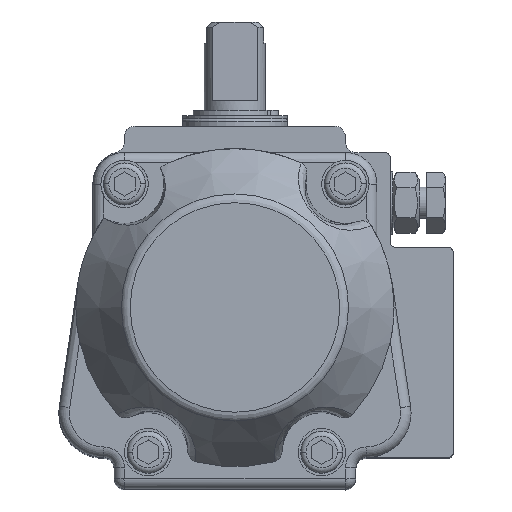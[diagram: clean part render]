
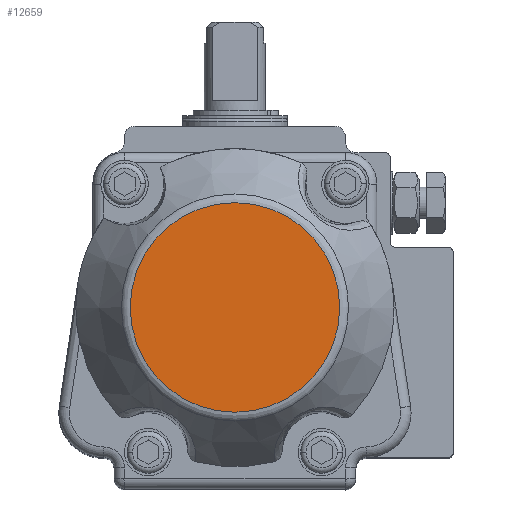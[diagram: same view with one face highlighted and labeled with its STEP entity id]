
A CAD part, top view. The second image highlights one B-rep face of the part: STEP entity #12659.
In plain terms, the highlighted planar face has unit normal (0, 0, 1).
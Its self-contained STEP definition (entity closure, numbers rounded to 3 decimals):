
#12469 = EDGE_CURVE ( 'NONE', #41188, #41188, #36135, .T. ) ;
#12659 = ADVANCED_FACE ( 'NONE', ( #53434 ), #53468, .T. ) ;
#20526 = ORIENTED_EDGE ( 'NONE', *, *, #12469, .F. ) ;
#24252 = CARTESIAN_POINT ( 'NONE',  ( 0., 0., 69. ) ) ;
#24253 = DIRECTION ( 'NONE',  ( 0., 0., -1. ) ) ;
#24254 = DIRECTION ( 'NONE',  ( -1., 0., 0. ) ) ;
#25999 = EDGE_LOOP ( 'NONE', ( #20526 ) ) ;
#27788 = AXIS2_PLACEMENT_3D ( 'NONE', #53478, #53479, #53480 ) ;
#36006 = AXIS2_PLACEMENT_3D ( 'NONE', #24252, #24253, #24254 ) ;
#36135 = CIRCLE ( 'NONE', #36006, 19.924 ) ;
#41188 = VERTEX_POINT ( 'NONE', #41191 ) ;
#41191 = CARTESIAN_POINT ( 'NONE',  ( -19.924, 0., 69. ) ) ;
#53434 = FACE_OUTER_BOUND ( 'NONE', #25999, .T. ) ;
#53468 = PLANE ( 'NONE',  #27788 ) ;
#53478 = CARTESIAN_POINT ( 'NONE',  ( 0., 0., 69. ) ) ;
#53479 = DIRECTION ( 'NONE',  ( 0., 0., 1. ) ) ;
#53480 = DIRECTION ( 'NONE',  ( -1., 0., 0. ) ) ;
